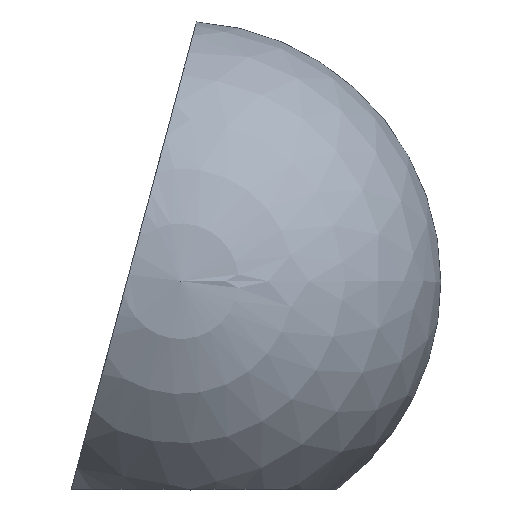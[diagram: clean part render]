
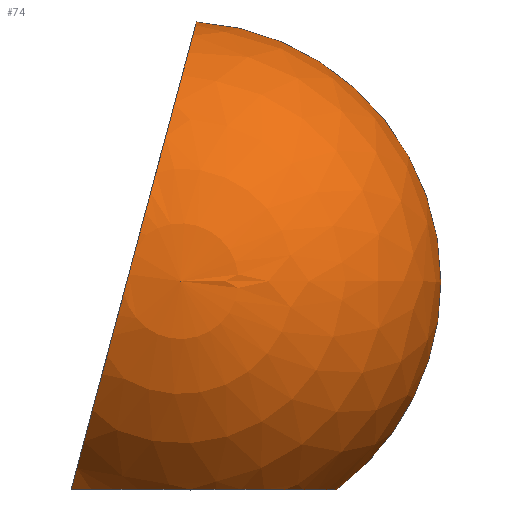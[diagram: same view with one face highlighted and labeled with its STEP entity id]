
A CAD part, top view. The second image highlights one B-rep face of the part: STEP entity #74.
In plain terms, the highlighted spherical face has radius 50 mm.
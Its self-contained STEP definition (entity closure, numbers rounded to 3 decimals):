
#20 = DIRECTION ( 'NONE',  ( 1., 0., 0. ) ) ;
#23 = DIRECTION ( 'NONE',  ( 0., 0., -1. ) ) ;
#48 = AXIS2_PLACEMENT_3D ( 'NONE', #591, #269, #717 ) ;
#58 = CARTESIAN_POINT ( 'NONE',  ( 30., -40., 0. ) ) ;
#62 = EDGE_CURVE ( 'NONE', #606, #726, #257, .T. ) ;
#74 = ADVANCED_FACE ( 'NONE', ( #799 ), #575, .T. ) ;
#95 = DIRECTION ( 'NONE',  ( 0., 1., 0. ) ) ;
#176 = DIRECTION ( 'NONE',  ( 1., 0., 0. ) ) ;
#204 = CIRCLE ( 'NONE', #48, 48.99 ) ;
#205 = CARTESIAN_POINT ( 'NONE',  ( -21.071, -40., 21.355 ) ) ;
#256 = DIRECTION ( 'NONE',  ( 0., 0., 1. ) ) ;
#257 = CIRCLE ( 'NONE', #724, 30. ) ;
#269 = DIRECTION ( 'NONE',  ( 0.966, -0.259, 0. ) ) ;
#300 = CARTESIAN_POINT ( 'NONE',  ( 0., -40., 0. ) ) ;
#306 = ORIENTED_EDGE ( 'NONE', *, *, #62, .T. ) ;
#362 = CARTESIAN_POINT ( 'NONE',  ( 0., 0., 0. ) ) ;
#369 = AXIS2_PLACEMENT_3D ( 'NONE', #640, #256, #176 ) ;
#424 = AXIS2_PLACEMENT_3D ( 'NONE', #362, #23, #20 ) ;
#432 = DIRECTION ( 'NONE',  ( 0., 0., 1. ) ) ;
#443 = EDGE_CURVE ( 'NONE', #726, #538, #638, .T. ) ;
#538 = VERTEX_POINT ( 'NONE', #770 ) ;
#575 = SPHERICAL_SURFACE ( 'NONE', #424, 50. ) ;
#591 = CARTESIAN_POINT ( 'NONE',  ( -9.659, 2.588, 0. ) ) ;
#606 = VERTEX_POINT ( 'NONE', #205 ) ;
#638 = CIRCLE ( 'NONE', #369, 50. ) ;
#640 = CARTESIAN_POINT ( 'NONE',  ( 0., 0., 0. ) ) ;
#653 = ORIENTED_EDGE ( 'NONE', *, *, #443, .T. ) ;
#666 = ORIENTED_EDGE ( 'NONE', *, *, #774, .T. ) ;
#717 = DIRECTION ( 'NONE',  ( 0.259, 0.966, 0. ) ) ;
#724 = AXIS2_PLACEMENT_3D ( 'NONE', #300, #95, #432 ) ;
#726 = VERTEX_POINT ( 'NONE', #58 ) ;
#770 = CARTESIAN_POINT ( 'NONE',  ( 3.02, 49.909, 0. ) ) ;
#774 = EDGE_CURVE ( 'NONE', #538, #606, #204, .T. ) ;
#799 = FACE_OUTER_BOUND ( 'NONE', #833, .T. ) ;
#833 = EDGE_LOOP ( 'NONE', ( #306, #653, #666 ) ) ;
